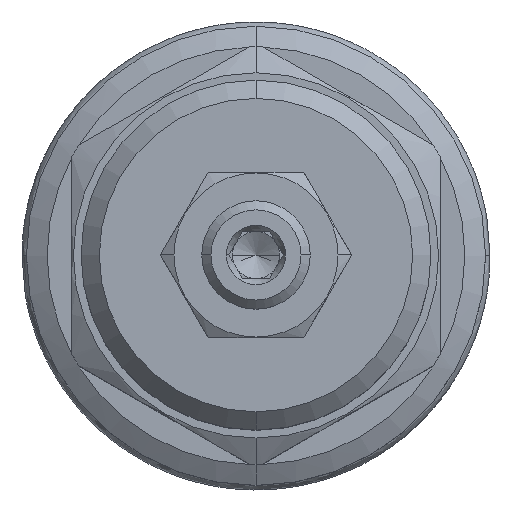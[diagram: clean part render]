
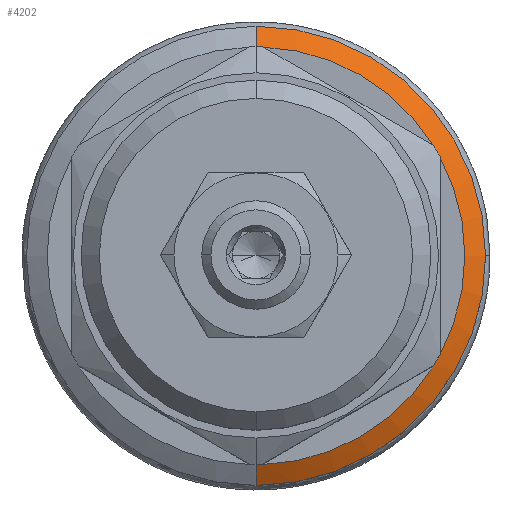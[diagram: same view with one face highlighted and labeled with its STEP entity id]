
A CAD part, top view. The second image highlights one B-rep face of the part: STEP entity #4202.
In plain terms, the highlighted conical face has half-angle 60 degrees and reference radius 18.904 mm.
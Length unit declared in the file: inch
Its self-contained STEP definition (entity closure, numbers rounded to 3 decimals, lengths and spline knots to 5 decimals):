
#602=CARTESIAN_POINT('',(0.,0.,2.8797));
#603=DIRECTION('',(0.,0.,1.));
#604=DIRECTION('',(0.85,-0.527,0.));
#605=AXIS2_PLACEMENT_3D('',#602,#603,#604);
#607=CARTESIAN_POINT('',(0.,0.,2.8797));
#608=DIRECTION('',(0.,0.,1.));
#609=DIRECTION('',(0.882,0.472,0.));
#610=AXIS2_PLACEMENT_3D('',#607,#608,#609);
#612=CARTESIAN_POINT('',(0.,0.,2.8797));
#613=DIRECTION('',(0.,0.,1.));
#614=DIRECTION('',(0.032,0.999,0.));
#615=AXIS2_PLACEMENT_3D('',#612,#613,#614);
#617=CARTESIAN_POINT('',(0.,0.,2.8797));
#618=DIRECTION('',(0.,0.,1.));
#619=DIRECTION('',(0.,-1.,0.));
#620=AXIS2_PLACEMENT_3D('',#617,#618,#619);
#622=CARTESIAN_POINT('',(0.,0.,2.8797));
#623=DIRECTION('',(0.,0.,1.));
#624=DIRECTION('',(0.032,-0.999,0.));
#625=AXIS2_PLACEMENT_3D('',#622,#623,#624);
#720=DIRECTION('',(0.,-0.866,-0.5));
#721=VECTOR('',#720,0.08141);
#722=CARTESIAN_POINT('',(0.,-0.709,2.8797));
#723=LINE('',#722,#721);
#724=DIRECTION('',(0.,0.866,-0.5));
#725=VECTOR('',#724,0.08141);
#726=CARTESIAN_POINT('',(0.,0.709,2.8797));
#727=LINE('',#726,#725);
#801=CARTESIAN_POINT('',(0.,0.,2.839));
#802=DIRECTION('',(0.,0.,1.));
#803=DIRECTION('',(0.,-1.,0.));
#804=AXIS2_PLACEMENT_3D('',#801,#802,#803);
#2711=CARTESIAN_POINT('',(0.,0.,2.8797));
#2712=DIRECTION('',(0.,0.,1.));
#2713=DIRECTION('',(0.85,0.527,0.));
#2714=AXIS2_PLACEMENT_3D('',#2711,#2712,#2713);
#2752=CARTESIAN_POINT('',(0.,0.,2.8797));
#2753=DIRECTION('',(0.,0.,1.));
#2754=DIRECTION('',(0.882,-0.472,0.));
#2755=AXIS2_PLACEMENT_3D('',#2752,#2753,#2754);
#3262=CARTESIAN_POINT('',(0.,-0.709,2.8797));
#3263=CARTESIAN_POINT('',(0.,-0.7795,2.839));
#3264=VERTEX_POINT('',#3262);
#3265=VERTEX_POINT('',#3263);
#3270=CARTESIAN_POINT('',(0.,0.709,2.8797));
#3271=CARTESIAN_POINT('',(0.,0.7795,2.839));
#3272=VERTEX_POINT('',#3270);
#3273=VERTEX_POINT('',#3271);
#3292=CARTESIAN_POINT('',(0.02262,-0.70864,
2.8797));
#3293=CARTESIAN_POINT('',(0.60239,-0.37391,
2.8797));
#3294=VERTEX_POINT('',#3292);
#3295=VERTEX_POINT('',#3293);
#3296=CARTESIAN_POINT('',(0.62501,-0.33473,
2.8797));
#3297=CARTESIAN_POINT('',(0.62501,0.33473,
2.8797));
#3298=VERTEX_POINT('',#3296);
#3299=VERTEX_POINT('',#3297);
#3300=CARTESIAN_POINT('',(0.60239,0.37391,
2.8797));
#3301=CARTESIAN_POINT('',(0.02262,0.70864,
2.8797));
#3302=VERTEX_POINT('',#3300);
#3303=VERTEX_POINT('',#3301);
#4176=CARTESIAN_POINT('',(0.,0.,2.85935));
#4177=DIRECTION('',(0.,0.,-1.));
#4178=DIRECTION('',(0.,1.,0.));
#4179=AXIS2_PLACEMENT_3D('',#4176,#4177,#4178);
#4180=CONICAL_SURFACE('',#4179,0.74425,60.);
#4182=ORIENTED_EDGE('',*,*,#4181,.T.);
#4184=ORIENTED_EDGE('',*,*,#4183,.T.);
#4186=ORIENTED_EDGE('',*,*,#4185,.T.);
#4188=ORIENTED_EDGE('',*,*,#4187,.T.);
#4190=ORIENTED_EDGE('',*,*,#4189,.T.);
#4192=ORIENTED_EDGE('',*,*,#4191,.T.);
#4194=ORIENTED_EDGE('',*,*,#4193,.T.);
#4196=ORIENTED_EDGE('',*,*,#4195,.F.);
#4198=ORIENTED_EDGE('',*,*,#4197,.F.);
#4199=ORIENTED_EDGE('',*,*,#4163,.T.);
#4200=EDGE_LOOP('',(#4182,#4184,#4186,#4188,#4190,#4192,#4194,#4196,#4198,
#4199));
#4201=FACE_OUTER_BOUND('',#4200,.F.);
#4202=ADVANCED_FACE('',(#4201),#4180,.T.);
#606=CIRCLE('',#605,0.709);
#611=CIRCLE('',#610,0.709);
#616=CIRCLE('',#615,0.709);
#621=CIRCLE('',#620,0.709);
#626=CIRCLE('',#625,0.709);
#805=CIRCLE('',#804,0.7795);
#2715=CIRCLE('',#2714,0.709);
#2756=CIRCLE('',#2755,0.709);
#4163=EDGE_CURVE('',#3264,#3294,#621,.T.);
#4181=EDGE_CURVE('',#3294,#3295,#626,.T.);
#4183=EDGE_CURVE('',#3295,#3298,#606,.T.);
#4185=EDGE_CURVE('',#3298,#3299,#2756,.T.);
#4187=EDGE_CURVE('',#3299,#3302,#611,.T.);
#4189=EDGE_CURVE('',#3302,#3303,#2715,.T.);
#4191=EDGE_CURVE('',#3303,#3272,#616,.T.);
#4193=EDGE_CURVE('',#3272,#3273,#727,.T.);
#4195=EDGE_CURVE('',#3265,#3273,#805,.T.);
#4197=EDGE_CURVE('',#3264,#3265,#723,.T.);
